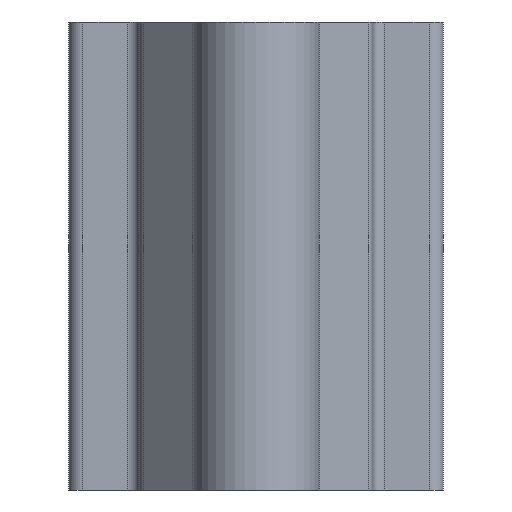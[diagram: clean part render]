
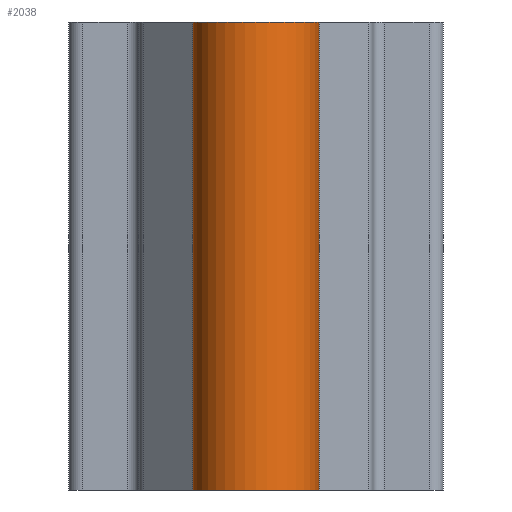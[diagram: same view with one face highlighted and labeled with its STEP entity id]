
A CAD part, front view. The second image highlights one B-rep face of the part: STEP entity #2038.
In plain terms, the highlighted cylindrical face has radius 13.5 mm (diameter 27 mm), a partial arc.
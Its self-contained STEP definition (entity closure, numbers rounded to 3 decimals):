
#94=FACE_OUTER_BOUND('',#200,.T.);
#200=EDGE_LOOP('',(#1391,#1392,#1393,#1394));
#324=LINE('',#3050,#536);
#326=LINE('',#3058,#538);
#536=VECTOR('',#2424,1000.);
#538=VECTOR('',#2432,1000.);
#751=CIRCLE('',#2181,13.5);
#752=CIRCLE('',#2182,13.5);
#858=VERTEX_POINT('',#3047);
#859=VERTEX_POINT('',#3049);
#861=VERTEX_POINT('',#3055);
#862=VERTEX_POINT('',#3057);
#1071=EDGE_CURVE('',#858,#859,#324,.T.);
#1074=EDGE_CURVE('',#858,#861,#751,.T.);
#1075=EDGE_CURVE('',#862,#861,#326,.T.);
#1076=EDGE_CURVE('',#859,#862,#752,.T.);
#1391=ORIENTED_EDGE('',*,*,#1071,.F.);
#1392=ORIENTED_EDGE('',*,*,#1074,.T.);
#1393=ORIENTED_EDGE('',*,*,#1075,.F.);
#1394=ORIENTED_EDGE('',*,*,#1076,.F.);
#1987=CYLINDRICAL_SURFACE('',#2180,13.5);
#2038=ADVANCED_FACE('',(#94),#1987,.T.);
#2180=AXIS2_PLACEMENT_3D('',#3054,#2428,#2429);
#2181=AXIS2_PLACEMENT_3D('',#3056,#2430,#2431);
#2182=AXIS2_PLACEMENT_3D('',#3059,#2433,#2434);
#2424=DIRECTION('',(0.,0.,1.));
#2428=DIRECTION('center_axis',(0.,0.,1.));
#2429=DIRECTION('ref_axis',(0.,-1.,0.));
#2430=DIRECTION('center_axis',(0.,0.,1.));
#2431=DIRECTION('ref_axis',(-0.148,0.989,0.));
#2432=DIRECTION('',(0.,0.,-1.));
#2433=DIRECTION('center_axis',(0.,0.,1.));
#2434=DIRECTION('ref_axis',(-0.148,0.989,0.));
#3047=CARTESIAN_POINT('',(-2.793,13.208,0.));
#3049=CARTESIAN_POINT('',(-2.793,13.208,100.));
#3050=CARTESIAN_POINT('',(-2.793,13.208,0.));
#3054=CARTESIAN_POINT('Origin',(0.,0.,0.));
#3055=CARTESIAN_POINT('',(2.793,13.208,0.));
#3056=CARTESIAN_POINT('Origin',(0.,0.,0.));
#3057=CARTESIAN_POINT('',(2.793,13.208,100.));
#3058=CARTESIAN_POINT('',(2.793,13.208,0.));
#3059=CARTESIAN_POINT('Origin',(0.,0.,100.));
